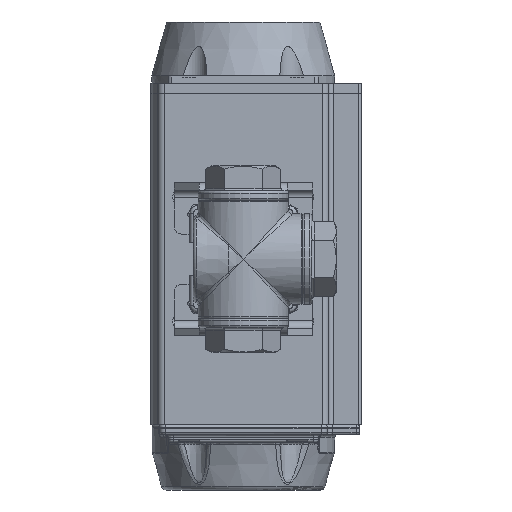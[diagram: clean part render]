
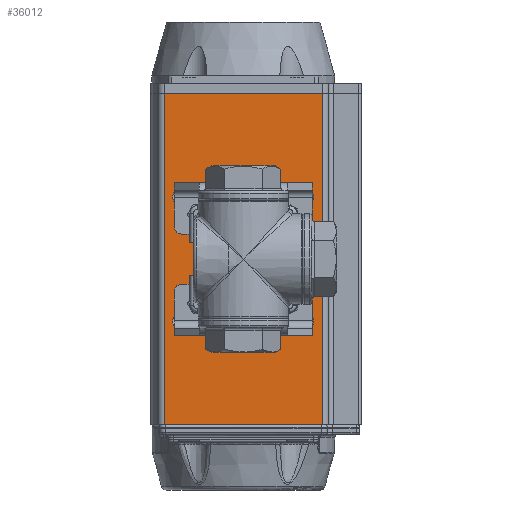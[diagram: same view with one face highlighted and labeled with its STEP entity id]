
A CAD part, front view. The second image highlights one B-rep face of the part: STEP entity #36012.
In plain terms, the highlighted planar face has unit normal (0, -1, 0).
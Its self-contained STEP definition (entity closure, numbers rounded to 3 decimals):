
#3403=LINE('',#84870,#5573);
#3405=LINE('',#84877,#5575);
#3417=LINE('',#84929,#5587);
#3418=LINE('',#84935,#5588);
#5573=VECTOR('',#47552,1000.);
#5575=VECTOR('',#47558,1000.);
#5587=VECTOR('',#47604,1000.);
#5588=VECTOR('',#47607,1000.);
#6646=PLANE('',#39633);
#8068=CIRCLE('',#39462,14.635);
#8093=CIRCLE('',#39500,3.324);
#8095=CIRCLE('',#39503,3.324);
#8097=CIRCLE('',#39506,3.324);
#8099=CIRCLE('',#39509,3.324);
#8101=CIRCLE('',#39512,2.459);
#8103=CIRCLE('',#39515,2.459);
#8105=CIRCLE('',#39518,2.459);
#8107=CIRCLE('',#39521,2.459);
#17104=ORIENTED_EDGE('',*,*,#23041,.F.);
#17105=ORIENTED_EDGE('',*,*,#23071,.T.);
#17106=ORIENTED_EDGE('',*,*,#23044,.T.);
#17107=ORIENTED_EDGE('',*,*,#23069,.F.);
#17108=ORIENTED_EDGE('',*,*,#22937,.T.);
#17109=ORIENTED_EDGE('',*,*,#22962,.T.);
#17110=ORIENTED_EDGE('',*,*,#22964,.T.);
#17111=ORIENTED_EDGE('',*,*,#22966,.T.);
#17112=ORIENTED_EDGE('',*,*,#22968,.T.);
#17113=ORIENTED_EDGE('',*,*,#22970,.T.);
#17114=ORIENTED_EDGE('',*,*,#22972,.T.);
#17115=ORIENTED_EDGE('',*,*,#22974,.T.);
#17116=ORIENTED_EDGE('',*,*,#22976,.T.);
#22937=EDGE_CURVE('',#26630,#26630,#8068,.T.);
#22962=EDGE_CURVE('',#26655,#26655,#8093,.T.);
#22964=EDGE_CURVE('',#26657,#26657,#8095,.T.);
#22966=EDGE_CURVE('',#26659,#26659,#8097,.T.);
#22968=EDGE_CURVE('',#26661,#26661,#8099,.T.);
#22970=EDGE_CURVE('',#26663,#26663,#8101,.T.);
#22972=EDGE_CURVE('',#26665,#26665,#8103,.T.);
#22974=EDGE_CURVE('',#26667,#26667,#8105,.T.);
#22976=EDGE_CURVE('',#26669,#26669,#8107,.T.);
#23041=EDGE_CURVE('',#26747,#26722,#3403,.T.);
#23044=EDGE_CURVE('',#26751,#26750,#3405,.T.);
#23069=EDGE_CURVE('',#26722,#26750,#3417,.T.);
#23071=EDGE_CURVE('',#26747,#26751,#3418,.T.);
#26630=VERTEX_POINT('',#84584);
#26655=VERTEX_POINT('',#84647);
#26657=VERTEX_POINT('',#84652);
#26659=VERTEX_POINT('',#84657);
#26661=VERTEX_POINT('',#84662);
#26663=VERTEX_POINT('',#84667);
#26665=VERTEX_POINT('',#84672);
#26667=VERTEX_POINT('',#84677);
#26669=VERTEX_POINT('',#84682);
#26722=VERTEX_POINT('',#84819);
#26747=VERTEX_POINT('',#84869);
#26750=VERTEX_POINT('',#84876);
#26751=VERTEX_POINT('',#84878);
#30825=EDGE_LOOP('',(#17104,#17105,#17106,#17107));
#30826=EDGE_LOOP('',(#17108));
#30827=EDGE_LOOP('',(#17109));
#30828=EDGE_LOOP('',(#17110));
#30829=EDGE_LOOP('',(#17111));
#30830=EDGE_LOOP('',(#17112));
#30831=EDGE_LOOP('',(#17113));
#30832=EDGE_LOOP('',(#17114));
#30833=EDGE_LOOP('',(#17115));
#30834=EDGE_LOOP('',(#17116));
#33565=FACE_BOUND('',#30825,.T.);
#33566=FACE_BOUND('',#30826,.T.);
#33567=FACE_BOUND('',#30827,.T.);
#33568=FACE_BOUND('',#30828,.T.);
#33569=FACE_BOUND('',#30829,.T.);
#33570=FACE_BOUND('',#30830,.T.);
#33571=FACE_BOUND('',#30831,.T.);
#33572=FACE_BOUND('',#30832,.T.);
#33573=FACE_BOUND('',#30833,.T.);
#33574=FACE_BOUND('',#30834,.T.);
#36012=ADVANCED_FACE('',(#33565,#33566,#33567,#33568,#33569,#33570,#33571,
#33572,#33573,#33574),#6646,.T.);
#39462=AXIS2_PLACEMENT_3D('',#84583,#47235,#47236);
#39500=AXIS2_PLACEMENT_3D('',#84646,#47311,#47312);
#39503=AXIS2_PLACEMENT_3D('',#84651,#47317,#47318);
#39506=AXIS2_PLACEMENT_3D('',#84656,#47323,#47324);
#39509=AXIS2_PLACEMENT_3D('',#84661,#47329,#47330);
#39512=AXIS2_PLACEMENT_3D('',#84666,#47335,#47336);
#39515=AXIS2_PLACEMENT_3D('',#84671,#47341,#47342);
#39518=AXIS2_PLACEMENT_3D('',#84676,#47347,#47348);
#39521=AXIS2_PLACEMENT_3D('',#84681,#47353,#47354);
#39633=AXIS2_PLACEMENT_3D('',#84934,#47605,#47606);
#47235=DIRECTION('',(0.,1.,0.));
#47236=DIRECTION('',(1.,0.,0.));
#47311=DIRECTION('',(0.,1.,0.));
#47312=DIRECTION('',(1.,0.,0.));
#47317=DIRECTION('',(0.,1.,0.));
#47318=DIRECTION('',(1.,0.,0.));
#47323=DIRECTION('',(0.,1.,0.));
#47324=DIRECTION('',(1.,0.,0.));
#47329=DIRECTION('',(0.,1.,0.));
#47330=DIRECTION('',(1.,0.,0.));
#47335=DIRECTION('',(0.,1.,0.));
#47336=DIRECTION('',(1.,0.,0.));
#47341=DIRECTION('',(0.,1.,0.));
#47342=DIRECTION('',(1.,0.,0.));
#47347=DIRECTION('',(0.,1.,0.));
#47348=DIRECTION('',(1.,0.,0.));
#47353=DIRECTION('',(0.,1.,0.));
#47354=DIRECTION('',(1.,0.,0.));
#47552=DIRECTION('',(1.,0.,0.));
#47558=DIRECTION('',(1.,0.,0.));
#47604=DIRECTION('',(0.,0.,-1.));
#47605=DIRECTION('',(0.,-1.,0.));
#47606=DIRECTION('',(-1.,0.,0.));
#47607=DIRECTION('',(0.,0.,-1.));
#84583=CARTESIAN_POINT('',(0.,-44.471,66.));
#84584=CARTESIAN_POINT('',(14.635,-44.471,66.));
#84646=CARTESIAN_POINT('',(-24.749,-44.471,41.251));
#84647=CARTESIAN_POINT('',(-21.425,-44.471,41.251));
#84651=CARTESIAN_POINT('',(24.749,-44.471,41.251));
#84652=CARTESIAN_POINT('',(28.072,-44.471,41.251));
#84656=CARTESIAN_POINT('',(24.749,-44.471,90.749));
#84657=CARTESIAN_POINT('',(28.072,-44.471,90.749));
#84661=CARTESIAN_POINT('',(-24.749,-44.471,90.749));
#84662=CARTESIAN_POINT('',(-21.425,-44.471,90.749));
#84666=CARTESIAN_POINT('',(-17.678,-44.471,83.678));
#84667=CARTESIAN_POINT('',(-15.219,-44.471,83.678));
#84671=CARTESIAN_POINT('',(-17.678,-44.471,48.322));
#84672=CARTESIAN_POINT('',(-15.219,-44.471,48.322));
#84676=CARTESIAN_POINT('',(17.678,-44.471,48.322));
#84677=CARTESIAN_POINT('',(20.136,-44.471,48.322));
#84681=CARTESIAN_POINT('',(17.678,-44.471,83.678));
#84682=CARTESIAN_POINT('',(20.136,-44.471,83.678));
#84819=CARTESIAN_POINT('',(31.5,-44.471,132.));
#84869=CARTESIAN_POINT('',(-31.5,-44.471,132.));
#84870=CARTESIAN_POINT('',(5.25,-44.471,132.));
#84876=CARTESIAN_POINT('',(31.5,-44.471,0.));
#84877=CARTESIAN_POINT('',(5.25,-44.471,0.));
#84878=CARTESIAN_POINT('',(-31.5,-44.471,0.));
#84929=CARTESIAN_POINT('',(31.5,-44.471,0.));
#84934=CARTESIAN_POINT('',(-31.5,-44.471,0.));
#84935=CARTESIAN_POINT('',(-31.5,-44.471,0.));
